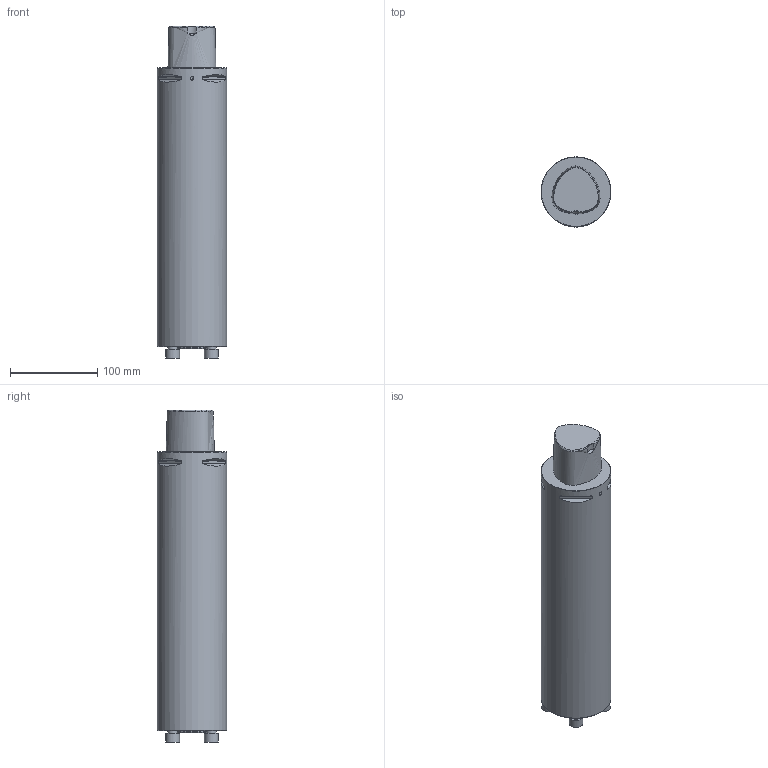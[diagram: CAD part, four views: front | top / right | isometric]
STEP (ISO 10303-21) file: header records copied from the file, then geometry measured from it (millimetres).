
FILE_DESCRIPTION(/* description */ (''),/* implementation_level */ '2;1');
FILE_NAME(/* name */ '1529480744233.stp',/* time_stamp */ '2018-06-20T09:45:51+02:00',/* author */ (''),/* organization */ ('SMS'),/* preprocessor_version */ 'ST-DEVELOPER v15',/* originating_system */ 'SIEMENS PLM Software NX 8.5',/* authorisation */ '');
FILE_SCHEMA (('AUTOMOTIVE_DESIGN { 1 0 10303 214 3 1 1 1 }'));
Length unit declared in the file: millimetre
Products named in the file (1): C8-X40D-080-320
Bounding box: 80 x 80 x 380.7 mm (x, y, z)
Volume: 1723514.1 mm3; surface area: 102287.2 mm2
Topology: 1 solids, 1 shells, 54 faces, 115 edges, 80 vertices
Faces by surface type: plane 24, cylinder 20, cone 7, bspline 2, torus 1
Full cylindrical faces by diameter (mm): 4 x1, 10.9 x4, 16 x4, 39.987 x1, 80 x1
Entity records: 2176 total; most frequent: CARTESIAN_POINT 1088, DIRECTION 210, ORIENTED_EDGE 176, AXIS2_PLACEMENT_3D 93, EDGE_CURVE 88, EDGE_LOOP 86, VERTEX_POINT 69, FACE_BOUND 57
